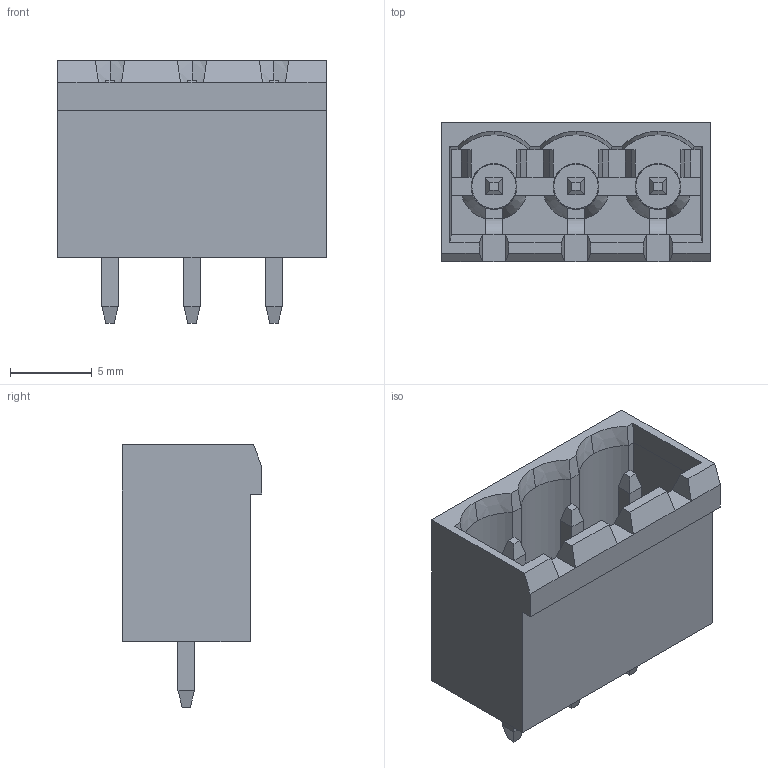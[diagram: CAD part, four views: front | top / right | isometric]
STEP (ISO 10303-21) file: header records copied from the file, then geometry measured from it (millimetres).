
FILE_DESCRIPTION(('FreeCAD Model'),'2;1');
FILE_NAME('Open CASCADE Shape Model','2024-11-18T14:11:07',(''),(''), 'Open CASCADE STEP processor 7.6','FreeCAD','Unknown');
FILE_SCHEMA(('AUTOMOTIVE_DESIGN { 1 0 10303 214 1 1 1 1 }'));
Length unit declared in the file: millimetre
Products named in the file (1): CUI_DEVICES_TBP04R2-500-03BE
Bounding box: 16.4 x 8.5 x 16 mm (x, y, z)
Volume: 706.6 mm3; surface area: 1579.4 mm2
Topology: 1 solids, 1 shells, 234 faces, 625 edges, 396 vertices
Faces by surface type: plane 207, cone 18, cylinder 9
Entity records: 8812 total; most frequent: CARTESIAN_POINT 1358, ORIENTED_EDGE 1250, DIRECTION 1125, EDGE_CURVE 625, LINE 547, VECTOR 547, VERTEX_POINT 396, AXIS2_PLACEMENT_3D 289
